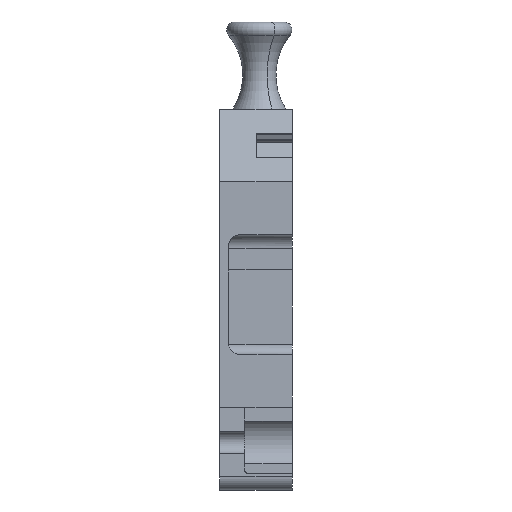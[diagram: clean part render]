
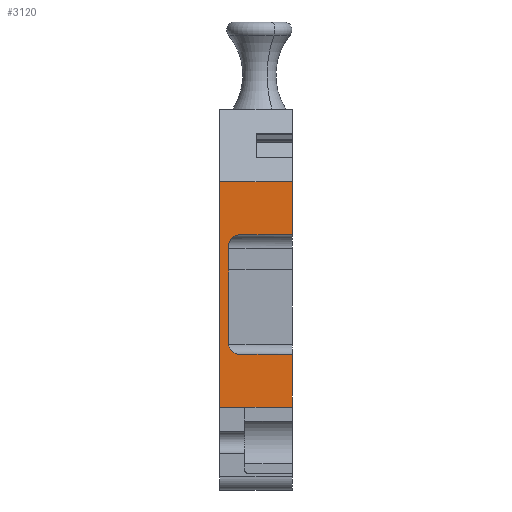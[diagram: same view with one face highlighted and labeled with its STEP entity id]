
A CAD part, front view. The second image highlights one B-rep face of the part: STEP entity #3120.
In plain terms, the highlighted planar face has unit normal (0, -1, 0).
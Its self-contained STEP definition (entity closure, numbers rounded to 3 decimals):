
#3068=AXIS2_PLACEMENT_3D('Plane Axis2P3D',#3065,#3066,#3067) ;
#3072=AXIS2_PLACEMENT_3D('Circle Axis2P3D',#3070,#3071,$) ;
#3088=AXIS2_PLACEMENT_3D('Circle Axis2P3D',#3086,#3087,$) ;
#1038=CARTESIAN_POINT('Vertex',(11.,0.,46.5)) ;
#1041=CARTESIAN_POINT('Line Origine',(11.,0.,42.5)) ;
#1045=CARTESIAN_POINT('Vertex',(11.,0.,38.5)) ;
#1087=CARTESIAN_POINT('Vertex',(11.,0.,20.5)) ;
#1090=CARTESIAN_POINT('Line Origine',(11.,0.,16.5)) ;
#1094=CARTESIAN_POINT('Vertex',(11.,0.,12.5)) ;
#1716=CARTESIAN_POINT('Vertex',(0.,0.,12.5)) ;
#1719=CARTESIAN_POINT('Line Origine',(0.,0.,29.5)) ;
#1723=CARTESIAN_POINT('Vertex',(0.,0.,46.5)) ;
#2778=CARTESIAN_POINT('Line Origine',(5.5,0.,46.5)) ;
#3065=CARTESIAN_POINT('Axis2P3D Location',(0.,0.,46.5)) ;
#3070=CARTESIAN_POINT('Axis2P3D Location',(2.9,0.,22.)) ;
#3074=CARTESIAN_POINT('Vertex',(1.4,0.,22.)) ;
#3076=CARTESIAN_POINT('Vertex',(2.9,0.,20.5)) ;
#3079=CARTESIAN_POINT('Line Origine',(1.4,0.,29.5)) ;
#3083=CARTESIAN_POINT('Vertex',(1.4,0.,37.)) ;
#3086=CARTESIAN_POINT('Axis2P3D Location',(2.9,0.,37.)) ;
#3090=CARTESIAN_POINT('Vertex',(2.9,0.,38.5)) ;
#3093=CARTESIAN_POINT('Line Origine',(6.95,0.,38.5)) ;
#3098=CARTESIAN_POINT('Line Origine',(5.5,0.,12.5)) ;
#3103=CARTESIAN_POINT('Line Origine',(6.95,0.,20.5)) ;
#1042=DIRECTION('Vector Direction',(0.,0.,-1.)) ;
#1091=DIRECTION('Vector Direction',(0.,0.,-1.)) ;
#1720=DIRECTION('Vector Direction',(0.,0.,-1.)) ;
#2779=DIRECTION('Vector Direction',(-1.,0.,0.)) ;
#3066=DIRECTION('Axis2P3D Direction',(0.,-1.,0.)) ;
#3067=DIRECTION('Axis2P3D XDirection',(0.,0.,-1.)) ;
#3071=DIRECTION('Axis2P3D Direction',(0.,-1.,0.)) ;
#3080=DIRECTION('Vector Direction',(0.,0.,1.)) ;
#3087=DIRECTION('Axis2P3D Direction',(0.,-1.,0.)) ;
#3094=DIRECTION('Vector Direction',(-1.,0.,0.)) ;
#3099=DIRECTION('Vector Direction',(-1.,0.,0.)) ;
#3104=DIRECTION('Vector Direction',(-1.,0.,0.)) ;
#1043=VECTOR('Line Direction',#1042,1.) ;
#1092=VECTOR('Line Direction',#1091,1.) ;
#1721=VECTOR('Line Direction',#1720,1.) ;
#2780=VECTOR('Line Direction',#2779,1.) ;
#3081=VECTOR('Line Direction',#3080,1.) ;
#3095=VECTOR('Line Direction',#3094,1.) ;
#3100=VECTOR('Line Direction',#3099,1.) ;
#3105=VECTOR('Line Direction',#3104,1.) ;
#3109=ORIENTED_EDGE('',*,*,#3078,.F.) ;
#3110=ORIENTED_EDGE('',*,*,#3085,.T.) ;
#3111=ORIENTED_EDGE('',*,*,#3092,.F.) ;
#3112=ORIENTED_EDGE('',*,*,#3097,.F.) ;
#3113=ORIENTED_EDGE('',*,*,#1047,.F.) ;
#3114=ORIENTED_EDGE('',*,*,#2782,.T.) ;
#3115=ORIENTED_EDGE('',*,*,#1725,.T.) ;
#3116=ORIENTED_EDGE('',*,*,#3102,.F.) ;
#3117=ORIENTED_EDGE('',*,*,#1096,.F.) ;
#3118=ORIENTED_EDGE('',*,*,#3107,.T.) ;
#3120=ADVANCED_FACE('Hauptk\X2\00F6\X0\rper',(#3119),#3069,.T.) ;
#3073=CIRCLE('generated circle',#3072,1.5) ;
#3089=CIRCLE('generated circle',#3088,1.5) ;
#1047=EDGE_CURVE('',#1039,#1046,#1044,.T.) ;
#1096=EDGE_CURVE('',#1088,#1095,#1093,.T.) ;
#1725=EDGE_CURVE('',#1724,#1717,#1722,.T.) ;
#2782=EDGE_CURVE('',#1039,#1724,#2781,.T.) ;
#3078=EDGE_CURVE('',#3075,#3077,#3073,.T.) ;
#3085=EDGE_CURVE('',#3075,#3084,#3082,.T.) ;
#3092=EDGE_CURVE('',#3091,#3084,#3089,.T.) ;
#3097=EDGE_CURVE('',#1046,#3091,#3096,.T.) ;
#3102=EDGE_CURVE('',#1095,#1717,#3101,.T.) ;
#3107=EDGE_CURVE('',#1088,#3077,#3106,.T.) ;
#3108=EDGE_LOOP('',(#3109,#3110,#3111,#3112,#3113,#3114,#3115,#3116,#3117,#3118)) ;
#3119=FACE_OUTER_BOUND('',#3108,.T.) ;
#1044=LINE('Line',#1041,#1043) ;
#1093=LINE('Line',#1090,#1092) ;
#1722=LINE('Line',#1719,#1721) ;
#2781=LINE('Line',#2778,#2780) ;
#3082=LINE('Line',#3079,#3081) ;
#3096=LINE('Line',#3093,#3095) ;
#3101=LINE('Line',#3098,#3100) ;
#3106=LINE('Line',#3103,#3105) ;
#3069=PLANE('',#3068) ;
#1039=VERTEX_POINT('',#1038) ;
#1046=VERTEX_POINT('',#1045) ;
#1088=VERTEX_POINT('',#1087) ;
#1095=VERTEX_POINT('',#1094) ;
#1717=VERTEX_POINT('',#1716) ;
#1724=VERTEX_POINT('',#1723) ;
#3075=VERTEX_POINT('',#3074) ;
#3077=VERTEX_POINT('',#3076) ;
#3084=VERTEX_POINT('',#3083) ;
#3091=VERTEX_POINT('',#3090) ;
